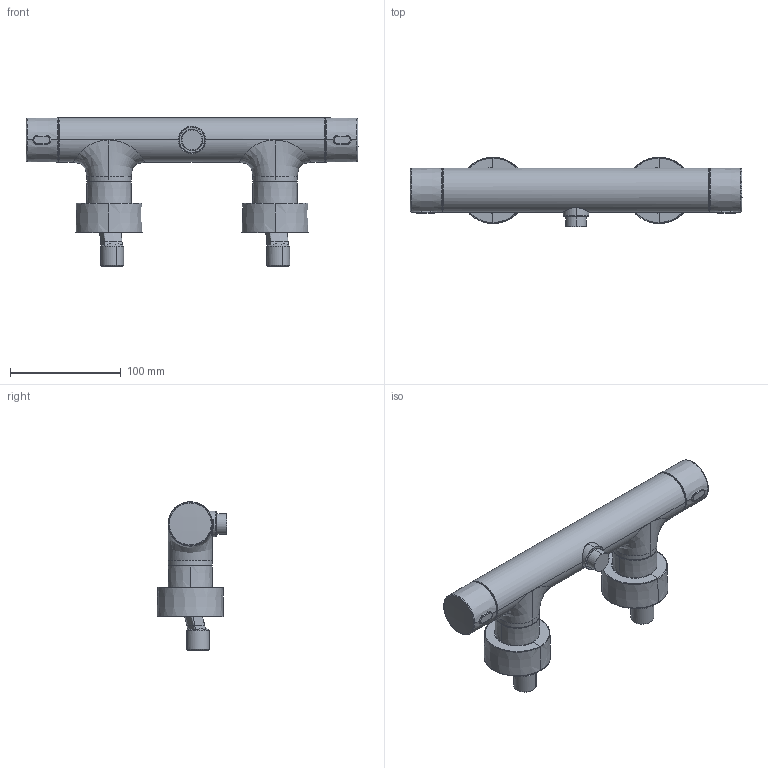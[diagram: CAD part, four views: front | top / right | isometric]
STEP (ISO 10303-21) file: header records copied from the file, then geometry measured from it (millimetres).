
FILE_DESCRIPTION (( 'STEP AP203' ), '1' );
FILE_NAME ('58080301(2024).STEP', '2024-01-15T05:52:56', ( '' ), ( '' ), 'SwSTEP 2.0', 'SolidWorks 2016', '' );
FILE_SCHEMA (( 'CONFIG_CONTROL_DESIGN' ));
Length unit declared in the file: millimetre
Products named in the file (1): 58080301(2024)
Bounding box: 299.88 x 63.09 x 134.06 mm (x, y, z)
Volume: 565277.9 mm3; surface area: 102887.6 mm2
Topology: 12 solids, 12 shells, 201 faces, 516 edges, 330 vertices
Faces by surface type: bspline 81, cone 40, plane 38, cylinder 34, torus 8
Entity records: 15397 total; most frequent: CARTESIAN_POINT 10988, ORIENTED_EDGE 1000, DIRECTION 810, EDGE_CURVE 500, AXIS2_PLACEMENT_3D 355, VERTEX_POINT 330, CIRCLE 234, EDGE_LOOP 208
